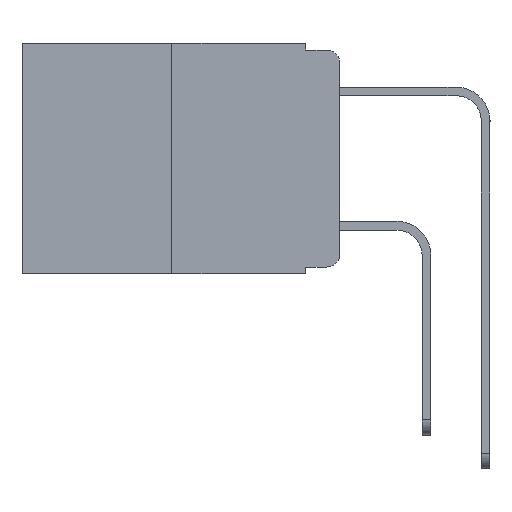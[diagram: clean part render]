
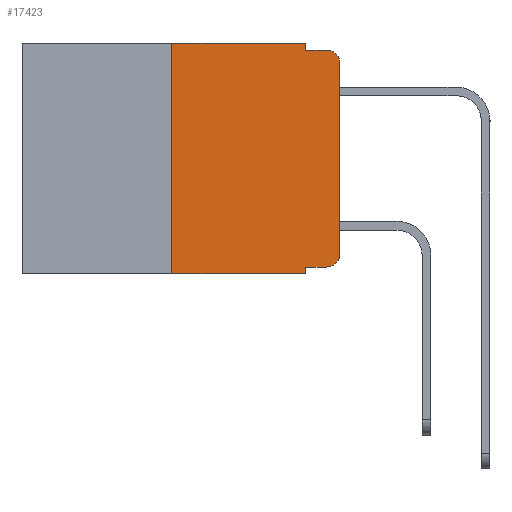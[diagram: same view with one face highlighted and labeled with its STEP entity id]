
A CAD part, left-side view. The second image highlights one B-rep face of the part: STEP entity #17423.
In plain terms, the highlighted planar face has unit normal (-1, 0, 0).
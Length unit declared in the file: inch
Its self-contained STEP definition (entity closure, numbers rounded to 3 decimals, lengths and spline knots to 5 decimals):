
#595 = CARTESIAN_POINT ( 'NONE',  ( 0., 0.473, -0.343 ) ) ;
#822 = CARTESIAN_POINT ( 'NONE',  ( 0., 0.051, -0.333 ) ) ;
#826 = EDGE_CURVE ( 'NONE', #846, #3247, #17056, .T. ) ;
#846 = VERTEX_POINT ( 'NONE', #21658 ) ;
#1374 = CARTESIAN_POINT ( 'NONE',  ( 0., 0.051, 0. ) ) ;
#1594 = CARTESIAN_POINT ( 'NONE',  ( 0., 0.051, 0. ) ) ;
#1635 = CIRCLE ( 'NONE', #13595, 0.02 ) ;
#1770 = FACE_OUTER_BOUND ( 'NONE', #17177, .T. ) ;
#1982 = CARTESIAN_POINT ( 'NONE',  ( 0., 0., 0. ) ) ;
#2554 = VERTEX_POINT ( 'NONE', #1594 ) ;
#2610 = CARTESIAN_POINT ( 'NONE',  ( 0., 0.473, 0. ) ) ;
#3234 = LINE ( 'NONE', #1374, #12573 ) ;
#3247 = VERTEX_POINT ( 'NONE', #21887 ) ;
#3280 = EDGE_CURVE ( 'NONE', #2554, #6751, #3377, .T. ) ;
#3377 = LINE ( 'NONE', #4426, #8060 ) ;
#3834 = CARTESIAN_POINT ( 'NONE',  ( 0., 0.051, -0.343 ) ) ;
#4426 = CARTESIAN_POINT ( 'NONE',  ( 0., 0.051, 0. ) ) ;
#4492 = DIRECTION ( 'NONE',  ( 0., -1., 0. ) ) ;
#4493 = EDGE_CURVE ( 'NONE', #6751, #16367, #20489, .T. ) ;
#5194 = VECTOR ( 'NONE', #19464, 39.37008 ) ;
#5655 = EDGE_CURVE ( 'NONE', #15150, #16367, #6853, .T. ) ;
#5754 = PLANE ( 'NONE',  #10494 ) ;
#5835 = VERTEX_POINT ( 'NONE', #21925 ) ;
#5862 = DIRECTION ( 'NONE',  ( -1., 0., 0. ) ) ;
#6751 = VERTEX_POINT ( 'NONE', #10543 ) ;
#6830 = EDGE_CURVE ( 'NONE', #5835, #15150, #14449, .T. ) ;
#6853 = CIRCLE ( 'NONE', #18153, 0.02 ) ;
#6925 = LINE ( 'NONE', #595, #20224 ) ;
#7509 = DIRECTION ( 'NONE',  ( 1., 0., 0. ) ) ;
#7728 = VECTOR ( 'NONE', #15709, 39.37008 ) ;
#8029 = CARTESIAN_POINT ( 'NONE',  ( 0., 0.02, -0.313 ) ) ;
#8060 = VECTOR ( 'NONE', #14932, 39.37008 ) ;
#8386 = VECTOR ( 'NONE', #21429, 39.37008 ) ;
#8680 = CARTESIAN_POINT ( 'NONE',  ( 0., 0.02, -0.333 ) ) ;
#8939 = CARTESIAN_POINT ( 'NONE',  ( 0., 0., -0.03 ) ) ;
#9209 = ORIENTED_EDGE ( 'NONE', *, *, #6830, .T. ) ;
#9254 = ORIENTED_EDGE ( 'NONE', *, *, #5655, .T. ) ;
#9466 = ORIENTED_EDGE ( 'NONE', *, *, #4493, .F. ) ;
#9489 = ORIENTED_EDGE ( 'NONE', *, *, #3280, .F. ) ;
#9646 = ORIENTED_EDGE ( 'NONE', *, *, #12556, .F. ) ;
#9654 = ORIENTED_EDGE ( 'NONE', *, *, #826, .F. ) ;
#9785 = ORIENTED_EDGE ( 'NONE', *, *, #13415, .T. ) ;
#9787 = DIRECTION ( 'NONE',  ( 0., 0., -1. ) ) ;
#9804 = ORIENTED_EDGE ( 'NONE', *, *, #22349, .F. ) ;
#9985 = ORIENTED_EDGE ( 'NONE', *, *, #21226, .T. ) ;
#10006 = ORIENTED_EDGE ( 'NONE', *, *, #20062, .T. ) ;
#10494 = AXIS2_PLACEMENT_3D ( 'NONE', #17899, #7509, #19651 ) ;
#10543 = CARTESIAN_POINT ( 'NONE',  ( 0., 0.051, -0.01 ) ) ;
#11340 = CARTESIAN_POINT ( 'NONE',  ( 0., 0.051, -0.333 ) ) ;
#11536 = DIRECTION ( 'NONE',  ( 0., -1., 0. ) ) ;
#12556 = EDGE_CURVE ( 'NONE', #3247, #2554, #20269, .T. ) ;
#12573 = VECTOR ( 'NONE', #13688, 39.37008 ) ;
#13203 = CARTESIAN_POINT ( 'NONE',  ( 0., 0.02, -0.01 ) ) ;
#13415 = EDGE_CURVE ( 'NONE', #846, #21650, #6925, .T. ) ;
#13595 = AXIS2_PLACEMENT_3D ( 'NONE', #8029, #20164, #9787 ) ;
#13688 = DIRECTION ( 'NONE',  ( 0., 0., -1. ) ) ;
#13993 = LINE ( 'NONE', #822, #22606 ) ;
#14449 = LINE ( 'NONE', #1982, #5194 ) ;
#14932 = DIRECTION ( 'NONE',  ( 0., 0., -1. ) ) ;
#15135 = VECTOR ( 'NONE', #11536, 39.37008 ) ;
#15150 = VERTEX_POINT ( 'NONE', #8939 ) ;
#15709 = DIRECTION ( 'NONE',  ( 0., -1., 0. ) ) ;
#16271 = CARTESIAN_POINT ( 'NONE',  ( 0., 0.02, -0.03 ) ) ;
#16367 = VERTEX_POINT ( 'NONE', #13203 ) ;
#16372 = DIRECTION ( 'NONE',  ( 0., -1., 0. ) ) ;
#16618 = CARTESIAN_POINT ( 'NONE',  ( 0., 0.051, -0.01 ) ) ;
#16922 = VERTEX_POINT ( 'NONE', #11340 ) ;
#17056 = LINE ( 'NONE', #20813, #8386 ) ;
#17177 = EDGE_LOOP ( 'NONE', ( #9209, #9254, #9466, #9489, #9646, #9654, #9785, #9804, #9985, #10006 ) ) ;
#17423 = ADVANCED_FACE ( 'NONE', ( #1770 ), #5754, .F. ) ;
#17899 = CARTESIAN_POINT ( 'NONE',  ( 0., 0.473, 0. ) ) ;
#18016 = DIRECTION ( 'NONE',  ( 0., 0., -1. ) ) ;
#18153 = AXIS2_PLACEMENT_3D ( 'NONE', #16271, #5862, #18016 ) ;
#19035 = VERTEX_POINT ( 'NONE', #8680 ) ;
#19464 = DIRECTION ( 'NONE',  ( 0., 0., 1. ) ) ;
#19651 = DIRECTION ( 'NONE',  ( 0., 0., -1. ) ) ;
#20062 = EDGE_CURVE ( 'NONE', #19035, #5835, #1635, .T. ) ;
#20164 = DIRECTION ( 'NONE',  ( -1., 0., 0. ) ) ;
#20224 = VECTOR ( 'NONE', #16372, 39.37008 ) ;
#20269 = LINE ( 'NONE', #2610, #15135 ) ;
#20489 = LINE ( 'NONE', #16618, #7728 ) ;
#20813 = CARTESIAN_POINT ( 'NONE',  ( 0., 0.25, 0. ) ) ;
#21226 = EDGE_CURVE ( 'NONE', #16922, #19035, #13993, .T. ) ;
#21429 = DIRECTION ( 'NONE',  ( 0., 0., 1. ) ) ;
#21650 = VERTEX_POINT ( 'NONE', #3834 ) ;
#21658 = CARTESIAN_POINT ( 'NONE',  ( 0., 0.25, -0.343 ) ) ;
#21887 = CARTESIAN_POINT ( 'NONE',  ( 0., 0.25, 0. ) ) ;
#21925 = CARTESIAN_POINT ( 'NONE',  ( 0., 0., -0.313 ) ) ;
#22349 = EDGE_CURVE ( 'NONE', #16922, #21650, #3234, .T. ) ;
#22606 = VECTOR ( 'NONE', #4492, 39.37008 ) ;
